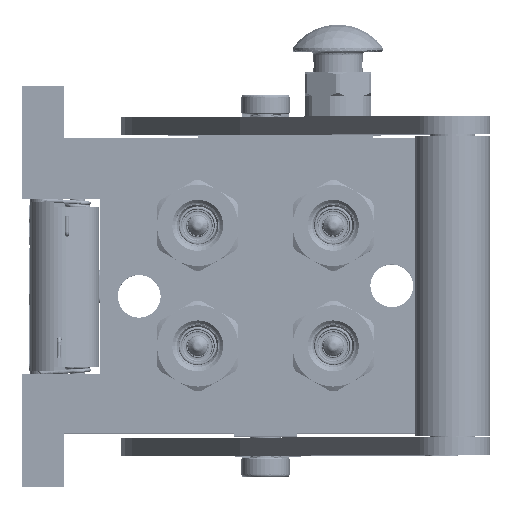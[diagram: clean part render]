
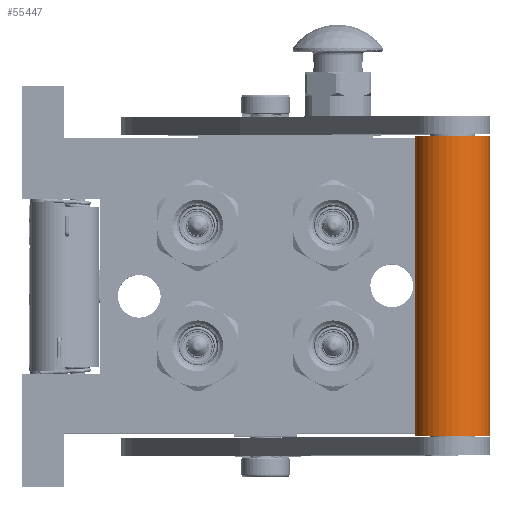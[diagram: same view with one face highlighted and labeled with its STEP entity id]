
A CAD part, top view. The second image highlights one B-rep face of the part: STEP entity #55447.
In plain terms, the highlighted cylindrical face has radius 12.5 mm (diameter 25 mm), a partial arc.
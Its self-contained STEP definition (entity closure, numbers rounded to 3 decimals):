
#2388 = CARTESIAN_POINT ( 'NONE',  ( 104., 0., -12.5 ) ) ;
#6235 = ORIENTED_EDGE ( 'NONE', *, *, #15477, .T. ) ;
#7593 = DIRECTION ( 'NONE',  ( -1., 0., 0. ) ) ;
#9639 = CARTESIAN_POINT ( 'NONE',  ( 104., 0., -12.5 ) ) ;
#13758 = EDGE_CURVE ( 'NONE', #31159, #56028, #114649, .T. ) ;
#15477 = EDGE_CURVE ( 'NONE', #31159, #22731, #58861, .T. ) ;
#20472 = DIRECTION ( 'NONE',  ( -1., 0., 0. ) ) ;
#22026 = CYLINDRICAL_SURFACE ( 'NONE', #90542, 12.5 ) ;
#22731 = VERTEX_POINT ( 'NONE', #115905 ) ;
#26832 = DIRECTION ( 'NONE',  ( 0., 0., -1. ) ) ;
#27679 = DIRECTION ( 'NONE',  ( -1., 0., 0. ) ) ;
#29660 = CARTESIAN_POINT ( 'NONE',  ( 104., 0., 0. ) ) ;
#31159 = VERTEX_POINT ( 'NONE', #2388 ) ;
#31350 = VERTEX_POINT ( 'NONE', #100291 ) ;
#37621 = ORIENTED_EDGE ( 'NONE', *, *, #69956, .T. ) ;
#40788 = DIRECTION ( 'NONE',  ( -1., 0., 0. ) ) ;
#41596 = CARTESIAN_POINT ( 'NONE',  ( 104., 0., 12.5 ) ) ;
#45652 = LINE ( 'NONE', #41596, #89141 ) ;
#48490 = CARTESIAN_POINT ( 'NONE',  ( 4.5, 0., -12.5 ) ) ;
#49759 = DIRECTION ( 'NONE',  ( 0., 0., -1. ) ) ;
#54095 = CARTESIAN_POINT ( 'NONE',  ( -5.425, 0., 0. ) ) ;
#55447 = ADVANCED_FACE ( 'NONE', ( #122313 ), #22026, .T. ) ;
#56028 = VERTEX_POINT ( 'NONE', #48490 ) ;
#58057 = ORIENTED_EDGE ( 'NONE', *, *, #13758, .F. ) ;
#58861 = CIRCLE ( 'NONE', #118031, 12.5 ) ;
#67180 = EDGE_CURVE ( 'NONE', #56028, #31350, #105404, .T. ) ;
#69956 = EDGE_CURVE ( 'NONE', #22731, #31350, #45652, .T. ) ;
#72690 = VECTOR ( 'NONE', #115513, 1000. ) ;
#73071 = EDGE_LOOP ( 'NONE', ( #6235, #37621, #95120, #58057 ) ) ;
#78682 = AXIS2_PLACEMENT_3D ( 'NONE', #122305, #7593, #26832 ) ;
#89141 = VECTOR ( 'NONE', #40788, 1000. ) ;
#90542 = AXIS2_PLACEMENT_3D ( 'NONE', #54095, #27679, #123130 ) ;
#95120 = ORIENTED_EDGE ( 'NONE', *, *, #67180, .F. ) ;
#100291 = CARTESIAN_POINT ( 'NONE',  ( 4.5, 0., 12.5 ) ) ;
#105404 = CIRCLE ( 'NONE', #78682, 12.5 ) ;
#114649 = LINE ( 'NONE', #9639, #72690 ) ;
#115513 = DIRECTION ( 'NONE',  ( -1., 0., 0. ) ) ;
#115905 = CARTESIAN_POINT ( 'NONE',  ( 104., 0., 12.5 ) ) ;
#118031 = AXIS2_PLACEMENT_3D ( 'NONE', #29660, #20472, #49759 ) ;
#122305 = CARTESIAN_POINT ( 'NONE',  ( 4.5, 0., 0. ) ) ;
#122313 = FACE_OUTER_BOUND ( 'NONE', #73071, .T. ) ;
#123130 = DIRECTION ( 'NONE',  ( 0., 0., 1. ) ) ;
